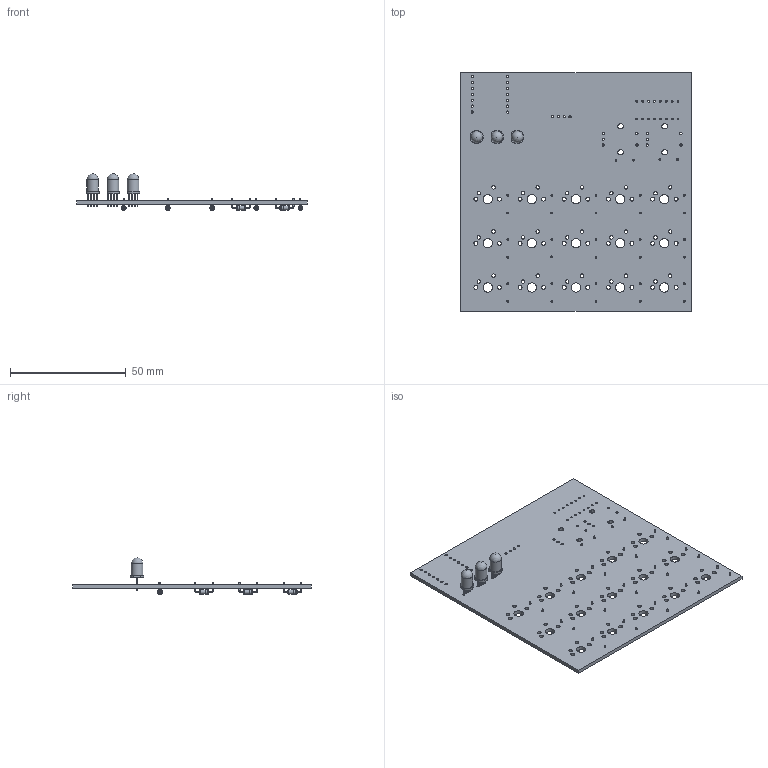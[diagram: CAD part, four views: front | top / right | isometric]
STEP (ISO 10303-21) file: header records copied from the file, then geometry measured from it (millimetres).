
FILE_DESCRIPTION(('KiCad electronic assembly'),'2;1');
FILE_NAME('hackpad.step','2024-10-21T20:42:02',('Pcbnew'),('Kicad'), 'Open CASCADE STEP processor 7.7','KiCad to STEP converter','Unknown' );
FILE_SCHEMA(('AUTOMOTIVE_DESIGN { 1 0 10303 214 1 1 1 1 }'));
Length unit declared in the file: millimetre
Products named in the file (6): hackpad 1; LED_D5.0mm-4_RGB; LED_D5.0mm-4; D_DO-35_SOD27_P7.62mm_Horizontal; _autosave-hackpad_PCB
Assembly tree (23 placements, depth 3):
  hackpad 1
    LED_D5.0mm-4_RGB  x3
      LED_D5.0mm-4
    D_DO-35_SOD27_P7.62mm_Horizontal  x17
      D_DO-35_SOD27_P7.62mm_Horizontal
    _autosave-hackpad_PCB
Bounding box: 99.5 x 103 x 15.81 mm (x, y, z)
Volume: 16533.3 mm3; surface area: 23132.8 mm2
Topology: 38 solids, 38 shells, 537 faces, 1146 edges, 728 vertices
Faces by surface type: cylinder 281, plane 185, torus 68, sphere 3
Full cylindrical faces by diameter (mm): 0.5 x51, 0.787 x16, 0.8 x34, 0.9 x12, 1 x28, 1.5 x30, 1.7 x30, 2 x34, 2.02 x17, 4 x15, 5 x3
Entity records: 8780 total; most frequent: DIRECTION 1515, CARTESIAN_POINT 1316, ORIENTED_EDGE 1278, EDGE_CURVE 639, AXIS2_PLACEMENT_3D 623, FACE_BOUND 574, EDGE_LOOP 574, VERTEX_POINT 424
